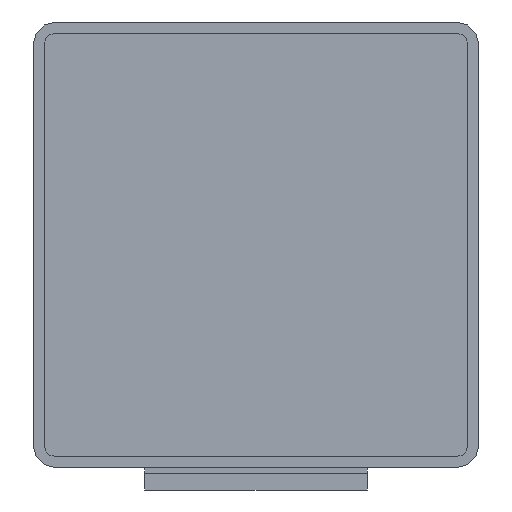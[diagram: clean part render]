
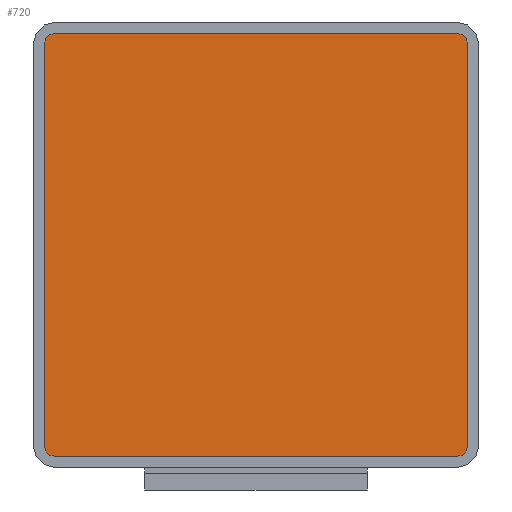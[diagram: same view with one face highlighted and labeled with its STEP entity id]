
A CAD part, front view. The second image highlights one B-rep face of the part: STEP entity #720.
In plain terms, the highlighted planar face has unit normal (0, -1, 0).
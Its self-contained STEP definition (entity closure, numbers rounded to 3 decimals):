
#35=CIRCLE('',#824,0.1);
#37=CIRCLE('',#828,0.1);
#39=CIRCLE('',#832,0.1);
#41=CIRCLE('',#836,0.1);
#232=ORIENTED_EDGE('',*,*,#334,.F.);
#233=ORIENTED_EDGE('',*,*,#355,.F.);
#234=ORIENTED_EDGE('',*,*,#352,.F.);
#235=ORIENTED_EDGE('',*,*,#349,.F.);
#236=ORIENTED_EDGE('',*,*,#346,.F.);
#237=ORIENTED_EDGE('',*,*,#343,.F.);
#238=ORIENTED_EDGE('',*,*,#340,.F.);
#239=ORIENTED_EDGE('',*,*,#337,.F.);
#334=EDGE_CURVE('',#410,#411,#35,.T.);
#337=EDGE_CURVE('',#411,#413,#479,.T.);
#340=EDGE_CURVE('',#413,#415,#37,.T.);
#343=EDGE_CURVE('',#415,#417,#483,.T.);
#346=EDGE_CURVE('',#417,#419,#39,.T.);
#349=EDGE_CURVE('',#419,#421,#487,.T.);
#352=EDGE_CURVE('',#421,#423,#41,.T.);
#355=EDGE_CURVE('',#423,#410,#491,.T.);
#410=VERTEX_POINT('',#1190);
#411=VERTEX_POINT('',#1192);
#413=VERTEX_POINT('',#1198);
#415=VERTEX_POINT('',#1204);
#417=VERTEX_POINT('',#1210);
#419=VERTEX_POINT('',#1216);
#421=VERTEX_POINT('',#1222);
#423=VERTEX_POINT('',#1228);
#479=LINE('',#1197,#551);
#483=LINE('',#1209,#555);
#487=LINE('',#1221,#559);
#491=LINE('',#1232,#563);
#551=VECTOR('',#989,1000.);
#555=VECTOR('',#1001,1000.);
#559=VECTOR('',#1013,1000.);
#563=VECTOR('',#1025,1000.);
#610=EDGE_LOOP('',(#232,#233,#234,#235,#236,#237,#238,#239));
#652=FACE_BOUND('',#610,.T.);
#680=PLANE('',#838);
#720=ADVANCED_FACE('',(#652),#680,.F.);
#824=AXIS2_PLACEMENT_3D('',#1191,#983,#984);
#828=AXIS2_PLACEMENT_3D('',#1203,#995,#996);
#832=AXIS2_PLACEMENT_3D('',#1215,#1007,#1008);
#836=AXIS2_PLACEMENT_3D('',#1227,#1019,#1020);
#838=AXIS2_PLACEMENT_3D('',#1233,#1026,#1027);
#983=DIRECTION('',(0.,1.,0.));
#984=DIRECTION('',(1.,0.,0.));
#989=DIRECTION('',(1.,0.,0.));
#995=DIRECTION('',(0.,1.,0.));
#996=DIRECTION('',(-1.,0.,0.));
#1001=DIRECTION('',(0.,0.,-1.));
#1007=DIRECTION('',(0.,1.,0.));
#1008=DIRECTION('',(1.,0.,0.));
#1013=DIRECTION('',(-1.,0.,0.));
#1019=DIRECTION('',(0.,1.,0.));
#1020=DIRECTION('',(1.,0.,0.));
#1025=DIRECTION('',(0.,0.,1.));
#1026=DIRECTION('',(0.,1.,0.));
#1027=DIRECTION('',(0.,0.,1.));
#1190=CARTESIAN_POINT('',(-1.9,-500.,1.8));
#1191=CARTESIAN_POINT('',(-1.8,-500.,1.8));
#1192=CARTESIAN_POINT('',(-1.8,-500.,1.9));
#1197=CARTESIAN_POINT('',(-1.8,-500.,1.9));
#1198=CARTESIAN_POINT('',(1.8,-500.,1.9));
#1203=CARTESIAN_POINT('',(1.8,-500.,1.8));
#1204=CARTESIAN_POINT('',(1.9,-500.,1.8));
#1209=CARTESIAN_POINT('',(1.9,-500.,1.8));
#1210=CARTESIAN_POINT('',(1.9,-500.,-1.8));
#1215=CARTESIAN_POINT('',(1.8,-500.,-1.8));
#1216=CARTESIAN_POINT('',(1.8,-500.,-1.9));
#1221=CARTESIAN_POINT('',(1.8,-500.,-1.9));
#1222=CARTESIAN_POINT('',(-1.8,-500.,-1.9));
#1227=CARTESIAN_POINT('',(-1.8,-500.,-1.8));
#1228=CARTESIAN_POINT('',(-1.9,-500.,-1.8));
#1232=CARTESIAN_POINT('',(-1.9,-500.,-1.8));
#1233=CARTESIAN_POINT('',(-1.8,-500.,1.8));
